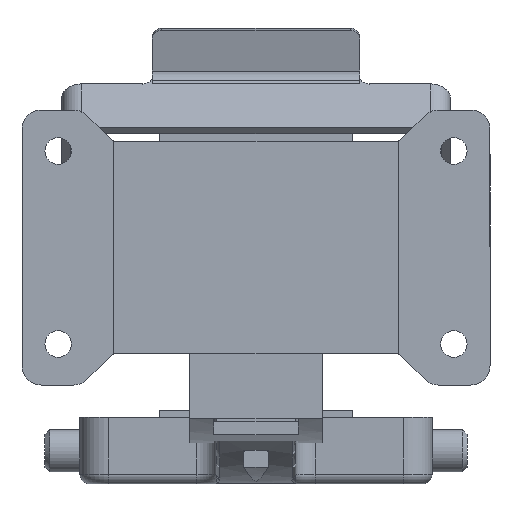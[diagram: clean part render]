
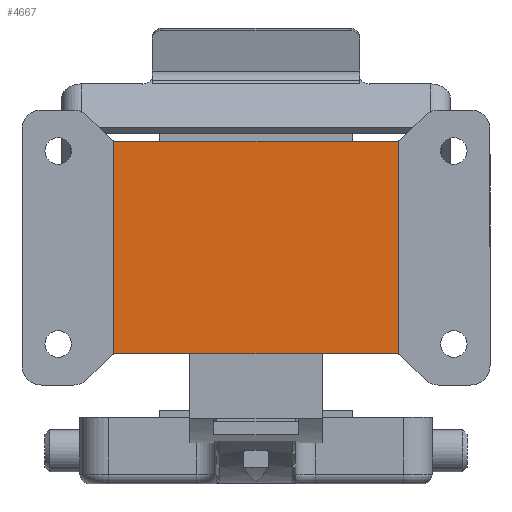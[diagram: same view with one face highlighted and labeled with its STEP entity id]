
A CAD part, front view. The second image highlights one B-rep face of the part: STEP entity #4667.
In plain terms, the highlighted planar face has unit normal (0, -1, 0).
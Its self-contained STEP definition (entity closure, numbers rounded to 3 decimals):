
#23 = DIRECTION ( 'NONE',  ( 0., 1., 0. ) ) ;
#152 = VECTOR ( 'NONE', #5790, 1000. ) ;
#841 = ORIENTED_EDGE ( 'NONE', *, *, #16013, .F. ) ;
#857 = CARTESIAN_POINT ( 'NONE',  ( 29.5, 0., 22. ) ) ;
#1258 = CARTESIAN_POINT ( 'NONE',  ( -27.021, 0., -19.613 ) ) ;
#1735 = AXIS2_PLACEMENT_3D ( 'NONE', #13696, #5273, #15080 ) ;
#1774 = VECTOR ( 'NONE', #5284, 1000. ) ;
#1814 = LINE ( 'NONE', #15196, #16259 ) ;
#2022 = EDGE_CURVE ( 'NONE', #2514, #2147, #2518, .T. ) ;
#2077 = VECTOR ( 'NONE', #16209, 1000. ) ;
#2147 = VERTEX_POINT ( 'NONE', #16570 ) ;
#2227 = ORIENTED_EDGE ( 'NONE', *, *, #12494, .T. ) ;
#2367 = CARTESIAN_POINT ( 'NONE',  ( -29.5, 0., -22. ) ) ;
#2514 = VERTEX_POINT ( 'NONE', #6730 ) ;
#2518 = LINE ( 'NONE', #857, #2077 ) ;
#2583 = CARTESIAN_POINT ( 'NONE',  ( 29.298, 0., 22. ) ) ;
#3074 = DIRECTION ( 'NONE',  ( 0.72, 0., -0.694 ) ) ;
#3138 = VERTEX_POINT ( 'NONE', #2583 ) ;
#3358 = CARTESIAN_POINT ( 'NONE',  ( 29.298, 0., 22.5 ) ) ;
#3530 = LINE ( 'NONE', #4658, #13824 ) ;
#3559 = AXIS2_PLACEMENT_3D ( 'NONE', #16182, #7757, #17600 ) ;
#3757 = LINE ( 'NONE', #1258, #10738 ) ;
#3959 = VERTEX_POINT ( 'NONE', #11312 ) ;
#4020 = FACE_OUTER_BOUND ( 'NONE', #15591, .T. ) ;
#4280 = CARTESIAN_POINT ( 'NONE',  ( -29.645, 0., -22.14 ) ) ;
#4658 = CARTESIAN_POINT ( 'NONE',  ( -30.5, 0., 22. ) ) ;
#4665 = ORIENTED_EDGE ( 'NONE', *, *, #5553, .F. ) ;
#4667 = ADVANCED_FACE ( 'NONE', ( #4020 ), #11491, .T. ) ;
#4760 = DIRECTION ( 'NONE',  ( 0., 0., -1. ) ) ;
#5141 = ORIENTED_EDGE ( 'NONE', *, *, #6090, .T. ) ;
#5273 = DIRECTION ( 'NONE',  ( 0., 1., 0. ) ) ;
#5284 = DIRECTION ( 'NONE',  ( 0., 0., 1. ) ) ;
#5376 = DIRECTION ( 'NONE',  ( -1., 0., 0. ) ) ;
#5457 = CARTESIAN_POINT ( 'NONE',  ( -29.298, 0., -22. ) ) ;
#5459 = LINE ( 'NONE', #15089, #1774 ) ;
#5553 = EDGE_CURVE ( 'NONE', #18165, #6050, #5459, .T. ) ;
#5566 = CARTESIAN_POINT ( 'NONE',  ( 29.298, 0., -22. ) ) ;
#5790 = DIRECTION ( 'NONE',  ( 0., 0., 1. ) ) ;
#5809 = CARTESIAN_POINT ( 'NONE',  ( 35.088, 0., -27.381 ) ) ;
#5882 = DIRECTION ( 'NONE',  ( 0., 0., -1. ) ) ;
#6050 = VERTEX_POINT ( 'NONE', #11019 ) ;
#6090 = EDGE_CURVE ( 'NONE', #3959, #8599, #10119, .T. ) ;
#6140 = VECTOR ( 'NONE', #14108, 1000. ) ;
#6296 = ORIENTED_EDGE ( 'NONE', *, *, #14103, .T. ) ;
#6647 = VERTEX_POINT ( 'NONE', #4280 ) ;
#6730 = CARTESIAN_POINT ( 'NONE',  ( 29.645, 0., 22.14 ) ) ;
#6765 = DIRECTION ( 'NONE',  ( 0.72, 0., 0.694 ) ) ;
#7051 = VERTEX_POINT ( 'NONE', #5457 ) ;
#7549 = LINE ( 'NONE', #15605, #152 ) ;
#7596 = EDGE_CURVE ( 'NONE', #8756, #7051, #1814, .T. ) ;
#7757 = DIRECTION ( 'NONE',  ( 0., 1., 0. ) ) ;
#8370 = CARTESIAN_POINT ( 'NONE',  ( -29.298, 0., 22.5 ) ) ;
#8599 = VERTEX_POINT ( 'NONE', #13511 ) ;
#8638 = CARTESIAN_POINT ( 'NONE',  ( -30.5, 0., -16. ) ) ;
#8756 = VERTEX_POINT ( 'NONE', #5566 ) ;
#8951 = CARTESIAN_POINT ( 'NONE',  ( 29.645, 0., -22.14 ) ) ;
#8993 = VERTEX_POINT ( 'NONE', #8951 ) ;
#9312 = ORIENTED_EDGE ( 'NONE', *, *, #15771, .F. ) ;
#9645 = ORIENTED_EDGE ( 'NONE', *, *, #2022, .F. ) ;
#9686 = VECTOR ( 'NONE', #3074, 1000. ) ;
#9782 = DIRECTION ( 'NONE',  ( 0., 0., -1. ) ) ;
#9952 = EDGE_CURVE ( 'NONE', #11465, #2147, #7549, .T. ) ;
#10119 = CIRCLE ( 'NONE', #18019, 0.5 ) ;
#10295 = LINE ( 'NONE', #15402, #6140 ) ;
#10738 = VECTOR ( 'NONE', #6765, 1000. ) ;
#10799 = CIRCLE ( 'NONE', #1735, 0.5 ) ;
#11019 = CARTESIAN_POINT ( 'NONE',  ( -29.5, 0., 22. ) ) ;
#11312 = CARTESIAN_POINT ( 'NONE',  ( -29.298, 0., 22. ) ) ;
#11318 = CIRCLE ( 'NONE', #3559, 0.5 ) ;
#11465 = VERTEX_POINT ( 'NONE', #15550 ) ;
#11491 = PLANE ( 'NONE',  #12386 ) ;
#12386 = AXIS2_PLACEMENT_3D ( 'NONE', #8638, #14311, #5882 ) ;
#12494 = EDGE_CURVE ( 'NONE', #6647, #7051, #11318, .T. ) ;
#12664 = ORIENTED_EDGE ( 'NONE', *, *, #7596, .F. ) ;
#12736 = ORIENTED_EDGE ( 'NONE', *, *, #9952, .T. ) ;
#13019 = LINE ( 'NONE', #5809, #9686 ) ;
#13163 = DIRECTION ( 'NONE',  ( 0., 1., 0. ) ) ;
#13196 = ORIENTED_EDGE ( 'NONE', *, *, #15426, .F. ) ;
#13241 = ORIENTED_EDGE ( 'NONE', *, *, #17011, .F. ) ;
#13511 = CARTESIAN_POINT ( 'NONE',  ( -29.645, 0., 22.14 ) ) ;
#13696 = CARTESIAN_POINT ( 'NONE',  ( 29.298, 0., -22.5 ) ) ;
#13824 = VECTOR ( 'NONE', #15849, 1000. ) ;
#14103 = EDGE_CURVE ( 'NONE', #2514, #3138, #17645, .T. ) ;
#14108 = DIRECTION ( 'NONE',  ( -0.72, 0., 0.694 ) ) ;
#14311 = DIRECTION ( 'NONE',  ( 0., -1., 0. ) ) ;
#15080 = DIRECTION ( 'NONE',  ( 0., 0., -1. ) ) ;
#15089 = CARTESIAN_POINT ( 'NONE',  ( -29.5, 0., -16. ) ) ;
#15196 = CARTESIAN_POINT ( 'NONE',  ( -30.5, 0., -22. ) ) ;
#15402 = CARTESIAN_POINT ( 'NONE',  ( -11.032, 0., 4.216 ) ) ;
#15426 = EDGE_CURVE ( 'NONE', #6050, #8599, #10295, .T. ) ;
#15550 = CARTESIAN_POINT ( 'NONE',  ( 29.5, 0., -22. ) ) ;
#15591 = EDGE_LOOP ( 'NONE', ( #12664, #15850, #13241, #12736, #9645, #6296, #841, #5141, #13196, #4665, #9312, #2227 ) ) ;
#15605 = CARTESIAN_POINT ( 'NONE',  ( 29.5, 0., -16. ) ) ;
#15771 = EDGE_CURVE ( 'NONE', #6647, #18165, #3757, .T. ) ;
#15849 = DIRECTION ( 'NONE',  ( 1., 0., 0. ) ) ;
#15850 = ORIENTED_EDGE ( 'NONE', *, *, #16763, .T. ) ;
#16013 = EDGE_CURVE ( 'NONE', #3959, #3138, #3530, .T. ) ;
#16127 = AXIS2_PLACEMENT_3D ( 'NONE', #3358, #13163, #4760 ) ;
#16182 = CARTESIAN_POINT ( 'NONE',  ( -29.298, 0., -22.5 ) ) ;
#16209 = DIRECTION ( 'NONE',  ( -0.72, 0., -0.694 ) ) ;
#16259 = VECTOR ( 'NONE', #5376, 1000. ) ;
#16570 = CARTESIAN_POINT ( 'NONE',  ( 29.5, 0., 22. ) ) ;
#16763 = EDGE_CURVE ( 'NONE', #8756, #8993, #10799, .T. ) ;
#17011 = EDGE_CURVE ( 'NONE', #11465, #8993, #13019, .T. ) ;
#17600 = DIRECTION ( 'NONE',  ( 0., 0., -1. ) ) ;
#17645 = CIRCLE ( 'NONE', #16127, 0.5 ) ;
#18019 = AXIS2_PLACEMENT_3D ( 'NONE', #8370, #23, #9782 ) ;
#18165 = VERTEX_POINT ( 'NONE', #2367 ) ;
